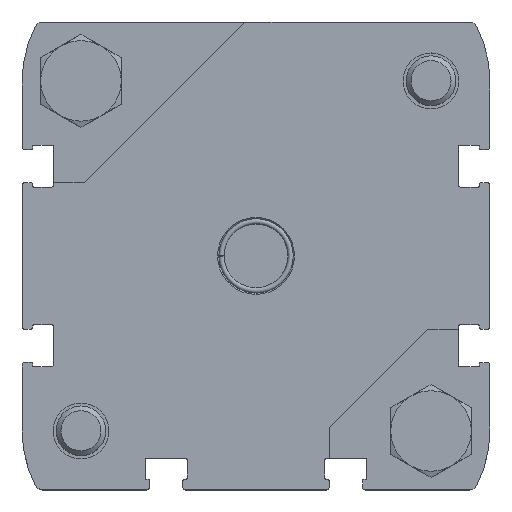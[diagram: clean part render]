
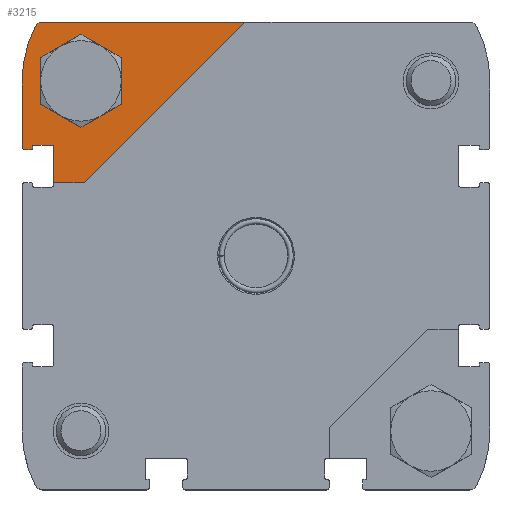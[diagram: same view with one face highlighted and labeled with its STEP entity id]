
A CAD part, top view. The second image highlights one B-rep face of the part: STEP entity #3215.
In plain terms, the highlighted planar face has unit normal (0, 0, 1).
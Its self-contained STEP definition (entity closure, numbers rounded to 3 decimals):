
#120=CIRCLE('',#3364,1.35);
#122=CIRCLE('',#3367,19.);
#124=CIRCLE('',#3371,0.4);
#126=CIRCLE('',#3375,0.2);
#128=CIRCLE('',#3379,0.2);
#130=CIRCLE('',#3383,0.4);
#135=CIRCLE('',#3391,4.5);
#1041=ORIENTED_EDGE('',*,*,#1359,.F.);
#1042=ORIENTED_EDGE('',*,*,#1320,.T.);
#1043=ORIENTED_EDGE('',*,*,#1321,.T.);
#1044=ORIENTED_EDGE('',*,*,#1324,.T.);
#1045=ORIENTED_EDGE('',*,*,#1327,.T.);
#1046=ORIENTED_EDGE('',*,*,#1330,.T.);
#1047=ORIENTED_EDGE('',*,*,#1333,.T.);
#1048=ORIENTED_EDGE('',*,*,#1336,.T.);
#1049=ORIENTED_EDGE('',*,*,#1339,.T.);
#1050=ORIENTED_EDGE('',*,*,#1343,.F.);
#1051=ORIENTED_EDGE('',*,*,#1345,.T.);
#1052=ORIENTED_EDGE('',*,*,#1349,.F.);
#1053=ORIENTED_EDGE('',*,*,#1352,.T.);
#1054=ORIENTED_EDGE('',*,*,#1610,.F.);
#1055=ORIENTED_EDGE('',*,*,#1611,.F.);
#1320=EDGE_CURVE('',#1753,#1757,#2064,.T.);
#1321=EDGE_CURVE('',#1757,#1758,#120,.T.);
#1324=EDGE_CURVE('',#1758,#1760,#122,.T.);
#1327=EDGE_CURVE('',#1760,#1762,#2067,.T.);
#1330=EDGE_CURVE('',#1762,#1764,#124,.T.);
#1333=EDGE_CURVE('',#1764,#1766,#2071,.T.);
#1336=EDGE_CURVE('',#1766,#1768,#126,.T.);
#1339=EDGE_CURVE('',#1768,#1770,#2075,.T.);
#1343=EDGE_CURVE('',#1772,#1770,#128,.T.);
#1345=EDGE_CURVE('',#1772,#1774,#2079,.T.);
#1349=EDGE_CURVE('',#1776,#1774,#130,.T.);
#1352=EDGE_CURVE('',#1776,#1778,#2084,.T.);
#1359=EDGE_CURVE('',#1785,#1785,#135,.T.);
#1610=EDGE_CURVE('',#1953,#1778,#2244,.T.);
#1611=EDGE_CURVE('',#1753,#1953,#2245,.T.);
#1753=VERTEX_POINT('',#4806);
#1757=VERTEX_POINT('',#4814);
#1758=VERTEX_POINT('',#4818);
#1760=VERTEX_POINT('',#4824);
#1762=VERTEX_POINT('',#4830);
#1764=VERTEX_POINT('',#4836);
#1766=VERTEX_POINT('',#4842);
#1768=VERTEX_POINT('',#4848);
#1770=VERTEX_POINT('',#4854);
#1772=VERTEX_POINT('',#4860);
#1774=VERTEX_POINT('',#4866);
#1776=VERTEX_POINT('',#4872);
#1778=VERTEX_POINT('',#4878);
#1785=VERTEX_POINT('',#4895);
#1953=VERTEX_POINT('',#5409);
#2064=LINE('',#4815,#2331);
#2067=LINE('',#4829,#2334);
#2071=LINE('',#4841,#2338);
#2075=LINE('',#4853,#2342);
#2079=LINE('',#4865,#2346);
#2084=LINE('',#4880,#2351);
#2244=LINE('',#5408,#2511);
#2245=LINE('',#5410,#2512);
#2331=VECTOR('',#3816,1000.);
#2334=VECTOR('',#3833,1000.);
#2338=VECTOR('',#3845,1000.);
#2342=VECTOR('',#3857,1000.);
#2346=VECTOR('',#3869,1000.);
#2351=VECTOR('',#3882,1000.);
#2511=VECTOR('',#4432,1000.);
#2512=VECTOR('',#4433,1000.);
#2697=EDGE_LOOP('',(#1041));
#2698=EDGE_LOOP('',(#1042,#1043,#1044,#1045,#1046,#1047,#1048,#1049,#1050,
#1051,#1052,#1053,#1054,#1055));
#2920=FACE_BOUND('',#2697,.T.);
#2921=FACE_BOUND('',#2698,.T.);
#3057=PLANE('',#3580);
#3215=ADVANCED_FACE('',(#2920,#2921),#3057,.T.);
#3364=AXIS2_PLACEMENT_3D('',#4817,#3819,#3820);
#3367=AXIS2_PLACEMENT_3D('',#4823,#3826,#3827);
#3371=AXIS2_PLACEMENT_3D('',#4835,#3838,#3839);
#3375=AXIS2_PLACEMENT_3D('',#4847,#3850,#3851);
#3379=AXIS2_PLACEMENT_3D('',#4862,#3863,#3864);
#3383=AXIS2_PLACEMENT_3D('',#4874,#3875,#3876);
#3391=AXIS2_PLACEMENT_3D('',#4894,#3896,#3897);
#3580=AXIS2_PLACEMENT_3D('',#5407,#4430,#4431);
#3816=DIRECTION('',(-1.,0.,0.));
#3819=DIRECTION('',(0.,0.,1.));
#3820=DIRECTION('',(1.,0.,0.));
#3826=DIRECTION('',(0.,0.,1.));
#3827=DIRECTION('',(1.,0.,0.));
#3833=DIRECTION('',(0.,-1.,0.));
#3838=DIRECTION('',(0.,0.,1.));
#3839=DIRECTION('',(1.,0.,0.));
#3845=DIRECTION('',(1.,0.,0.));
#3850=DIRECTION('',(0.,0.,1.));
#3851=DIRECTION('',(1.,0.,0.));
#3857=DIRECTION('',(0.,1.,0.));
#3863=DIRECTION('',(0.,0.,1.));
#3864=DIRECTION('',(1.,0.,0.));
#3869=DIRECTION('',(1.,0.,0.));
#3875=DIRECTION('',(0.,0.,1.));
#3876=DIRECTION('',(1.,0.,0.));
#3882=DIRECTION('',(0.,-1.,0.));
#3896=DIRECTION('',(0.,0.,1.));
#3897=DIRECTION('',(1.,0.,0.));
#4430=DIRECTION('',(0.,0.,1.));
#4431=DIRECTION('',(1.,0.,0.));
#4432=DIRECTION('',(-1.,0.,0.));
#4433=DIRECTION('',(-0.707,-0.707,0.));
#4806=CARTESIAN_POINT('',(-1.779,37.75,7.));
#4814=CARTESIAN_POINT('',(-34.406,37.75,7.));
#4815=CARTESIAN_POINT('',(34.406,37.75,7.));
#4817=CARTESIAN_POINT('',(-34.406,36.4,7.));
#4818=CARTESIAN_POINT('',(-35.603,37.023,7.));
#4823=CARTESIAN_POINT('',(-18.75,28.25,7.));
#4824=CARTESIAN_POINT('',(-37.75,28.25,7.));
#4829=CARTESIAN_POINT('',(-37.75,28.25,7.));
#4830=CARTESIAN_POINT('',(-37.75,17.6,7.));
#4835=CARTESIAN_POINT('',(-37.35,17.6,7.));
#4836=CARTESIAN_POINT('',(-37.35,17.2,7.));
#4841=CARTESIAN_POINT('',(-37.35,17.2,7.));
#4842=CARTESIAN_POINT('',(-36.25,17.2,7.));
#4847=CARTESIAN_POINT('',(-36.25,17.4,7.));
#4848=CARTESIAN_POINT('',(-36.05,17.4,7.));
#4853=CARTESIAN_POINT('',(-36.05,17.4,7.));
#4854=CARTESIAN_POINT('',(-36.05,17.7,7.));
#4860=CARTESIAN_POINT('',(-35.85,17.9,7.));
#4862=CARTESIAN_POINT('',(-35.85,17.7,7.));
#4865=CARTESIAN_POINT('',(-35.85,17.9,7.));
#4866=CARTESIAN_POINT('',(-33.05,17.9,7.));
#4872=CARTESIAN_POINT('',(-32.65,17.5,7.));
#4874=CARTESIAN_POINT('',(-33.05,17.5,7.));
#4878=CARTESIAN_POINT('',(-32.65,11.8,7.));
#4880=CARTESIAN_POINT('',(-32.65,17.5,7.));
#4894=CARTESIAN_POINT('',(-28.25,28.25,7.));
#4895=CARTESIAN_POINT('',(-23.75,28.25,7.));
#5407=CARTESIAN_POINT('',(0.,0.,7.));
#5408=CARTESIAN_POINT('',(-27.729,11.8,7.));
#5409=CARTESIAN_POINT('',(-27.729,11.8,7.));
#5410=CARTESIAN_POINT('',(0.221,39.75,7.));
